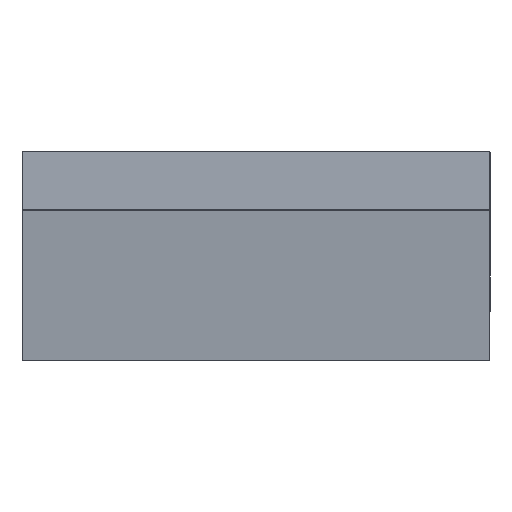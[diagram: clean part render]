
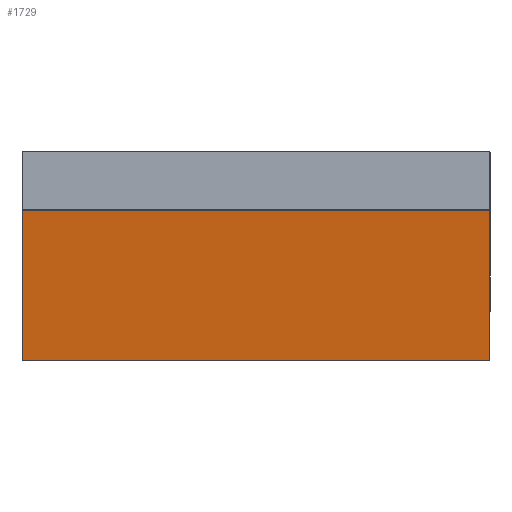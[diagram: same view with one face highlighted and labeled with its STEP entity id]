
A CAD part, top view. The second image highlights one B-rep face of the part: STEP entity #1729.
In plain terms, the highlighted planar face has unit normal (0, -0.122, 0.993).
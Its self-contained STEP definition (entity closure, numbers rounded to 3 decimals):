
#1669=CARTESIAN_POINT('',(5.27,-1.75,13.485));
#1670=VERTEX_POINT('',#1669);
#1677=CARTESIAN_POINT('',(-5.27,-1.75,13.485));
#1678=VERTEX_POINT('',#1677);
#1679=CARTESIAN_POINT('',(-5.27,-1.75,13.485));
#1680=DIRECTION('',(1.0,0.0,0.0));
#1681=VECTOR('',#1680,10.54);
#1682=LINE('',#1679,#1681);
#1683=EDGE_CURVE('',#1678,#1670,#1682,.T.);
#1699=CARTESIAN_POINT('',(-5.27,-1.75,13.485));
#1700=DIRECTION('',(0.,-0.122,0.993));
#1701=DIRECTION('',(-1.0,0.0,0.0));
#1702=AXIS2_PLACEMENT_3D('',#1699,#1700,#1701);
#1703=PLANE('',#1702);
#1704=CARTESIAN_POINT('',(5.27,1.63,13.9));
#1705=VERTEX_POINT('',#1704);
#1706=CARTESIAN_POINT('',(5.27,-1.75,13.485));
#1707=DIRECTION('',(0.,0.993,0.122));
#1708=VECTOR('',#1707,3.405);
#1709=LINE('',#1706,#1708);
#1710=EDGE_CURVE('',#1670,#1705,#1709,.T.);
#1711=ORIENTED_EDGE('',*,*,#1710,.T.);
#1712=CARTESIAN_POINT('',(-5.27,1.63,13.9));
#1713=VERTEX_POINT('',#1712);
#1714=CARTESIAN_POINT('',(-5.27,1.63,13.9));
#1715=DIRECTION('',(1.0,0.0,0.0));
#1716=VECTOR('',#1715,10.54);
#1717=LINE('',#1714,#1716);
#1718=EDGE_CURVE('',#1713,#1705,#1717,.T.);
#1719=ORIENTED_EDGE('',*,*,#1718,.F.);
#1720=CARTESIAN_POINT('',(-5.27,1.63,13.9));
#1721=DIRECTION('',(0.,-0.993,-0.122));
#1722=VECTOR('',#1721,3.405);
#1723=LINE('',#1720,#1722);
#1724=EDGE_CURVE('',#1713,#1678,#1723,.T.);
#1725=ORIENTED_EDGE('',*,*,#1724,.T.);
#1726=ORIENTED_EDGE('',*,*,#1683,.T.);
#1727=EDGE_LOOP('',(#1711,#1719,#1725,#1726));
#1728=FACE_OUTER_BOUND('',#1727,.T.);
#1729=ADVANCED_FACE('',(#1728),#1703,.T.);
